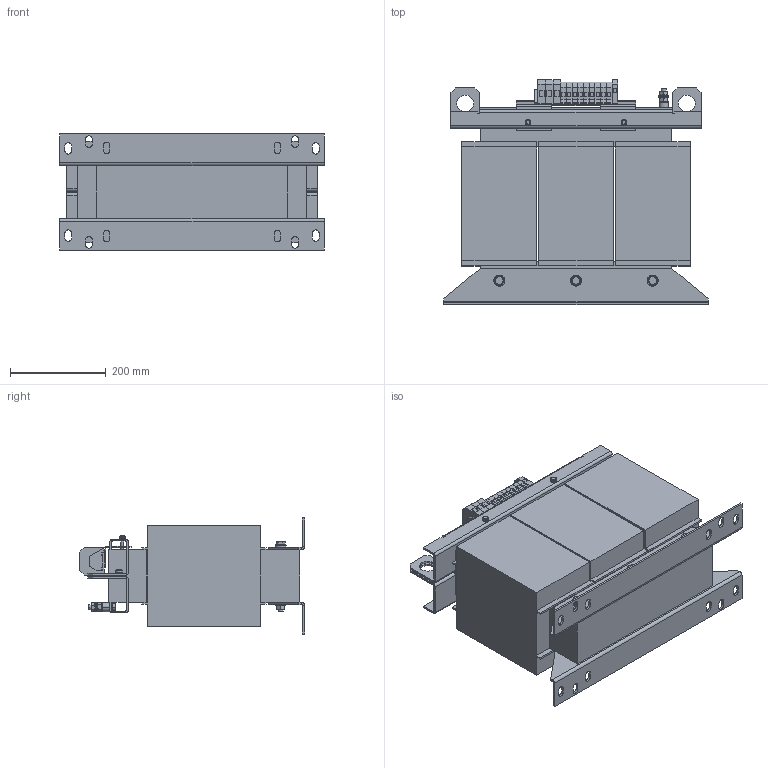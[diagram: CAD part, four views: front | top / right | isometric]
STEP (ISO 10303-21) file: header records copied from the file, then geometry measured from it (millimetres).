
FILE_DESCRIPTION (( 'STEP AP214' ), '1' );
FILE_NAME ('205897.STEP', '2020-05-28T18:14:25', ( '' ), ( '' ), 'SwSTEP 2.0', 'SolidWorks 2018', '' );
FILE_SCHEMA (( 'AUTOMOTIVE_DESIGN' ));
Length unit declared in the file: millimetre
Products named in the file (1): 205897
Bounding box: 552 x 469.8 x 242 mm (x, y, z)
Volume: 32188226.8 mm3; surface area: 1425725.4 mm2
Topology: 1 solids, 1 shells, 1107 faces, 2680 edges, 1657 vertices
Faces by surface type: plane 763, cylinder 216, cone 92, torus 28, sphere 8
Entity records: 32553 total; most frequent: CARTESIAN_POINT 6461, ORIENTED_EDGE 5360, DIRECTION 5337, EDGE_CURVE 2680, VECTOR 1879, LINE 1879, AXIS2_PLACEMENT_3D 1729, VERTEX_POINT 1657
